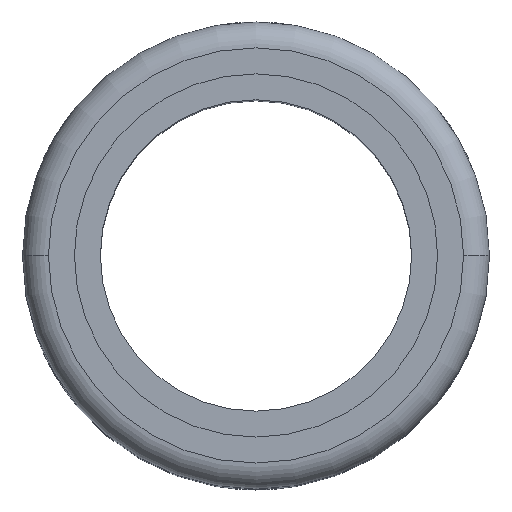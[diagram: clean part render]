
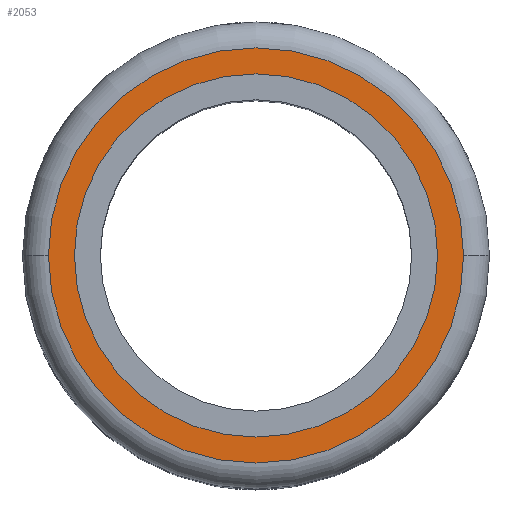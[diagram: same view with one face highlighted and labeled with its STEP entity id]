
A CAD part, top view. The second image highlights one B-rep face of the part: STEP entity #2053.
In plain terms, the highlighted planar face has unit normal (0, 0, 1).
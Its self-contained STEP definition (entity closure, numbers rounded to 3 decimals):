
#3 = CARTESIAN_POINT ( 'NONE',  ( -9.333, 0., 14. ) ) ;
#7 = VERTEX_POINT ( 'NONE', #3 ) ;
#17 = VERTEX_POINT ( 'NONE', #82 ) ;
#20 = VERTEX_POINT ( 'NONE', #85 ) ;
#50 = VERTEX_POINT ( 'NONE', #115 ) ;
#82 = CARTESIAN_POINT ( 'NONE',  ( 8.167, 0., 14. ) ) ;
#85 = CARTESIAN_POINT ( 'NONE',  ( -8.167, 0., 14. ) ) ;
#115 = CARTESIAN_POINT ( 'NONE',  ( 9.333, 0., 14. ) ) ;
#249 = CARTESIAN_POINT ( 'NONE',  ( 0., 0., 14. ) ) ;
#250 = DIRECTION ( 'NONE',  ( 0., 0., 1. ) ) ;
#251 = DIRECTION ( 'NONE',  ( 1., 0., 0. ) ) ;
#365 = CARTESIAN_POINT ( 'NONE',  ( 0., 0., 14. ) ) ;
#371 = DIRECTION ( 'NONE',  ( 0., 0., 1. ) ) ;
#372 = DIRECTION ( 'NONE',  ( 1., 0., 0. ) ) ;
#375 = CARTESIAN_POINT ( 'NONE',  ( 0., 0., 14. ) ) ;
#379 = CARTESIAN_POINT ( 'NONE',  ( 0., 0., 14. ) ) ;
#380 = DIRECTION ( 'NONE',  ( 0., 0., 1. ) ) ;
#381 = DIRECTION ( 'NONE',  ( 1., 0., 0. ) ) ;
#386 = DIRECTION ( 'NONE',  ( 0., 0., 1. ) ) ;
#387 = DIRECTION ( 'NONE',  ( 1., 0., 0. ) ) ;
#434 = ORIENTED_EDGE ( 'NONE', *, *, #1082, .T. ) ;
#486 = ORIENTED_EDGE ( 'NONE', *, *, #1018, .F. ) ;
#493 = ORIENTED_EDGE ( 'NONE', *, *, #1080, .T. ) ;
#646 = ORIENTED_EDGE ( 'NONE', *, *, #1071, .F. ) ;
#663 = EDGE_LOOP ( 'NONE', ( #646, #486 ) ) ;
#696 = EDGE_LOOP ( 'NONE', ( #493, #434 ) ) ;
#765 = CIRCLE ( 'NONE', #1086, 8.167 ) ;
#839 = CIRCLE ( 'NONE', #1068, 8.167 ) ;
#844 = CIRCLE ( 'NONE', #1149, 9.333 ) ;
#848 = CIRCLE ( 'NONE', #1113, 9.333 ) ;
#1018 = EDGE_CURVE ( 'NONE', #20, #17, #765, .T. ) ;
#1068 = AXIS2_PLACEMENT_3D ( 'NONE', #365, #371, #372 ) ;
#1071 = EDGE_CURVE ( 'NONE', #17, #20, #839, .T. ) ;
#1080 = EDGE_CURVE ( 'NONE', #50, #7, #844, .T. ) ;
#1082 = EDGE_CURVE ( 'NONE', #7, #50, #848, .T. ) ;
#1086 = AXIS2_PLACEMENT_3D ( 'NONE', #249, #250, #251 ) ;
#1113 = AXIS2_PLACEMENT_3D ( 'NONE', #379, #386, #387 ) ;
#1149 = AXIS2_PLACEMENT_3D ( 'NONE', #375, #380, #381 ) ;
#1175 = FACE_BOUND ( 'NONE', #663, .T. ) ;
#1212 = FACE_OUTER_BOUND ( 'NONE', #696, .T. ) ;
#1365 = AXIS2_PLACEMENT_3D ( 'NONE', #1927, #1929, #1930 ) ;
#1927 = CARTESIAN_POINT ( 'NONE',  ( 0., 8.167, 14. ) ) ;
#1928 = PLANE ( 'NONE',  #1365 ) ;
#1929 = DIRECTION ( 'NONE',  ( 0., 0., -1. ) ) ;
#1930 = DIRECTION ( 'NONE',  ( -1., 0., 0. ) ) ;
#2053 = ADVANCED_FACE ( 'NONE', ( #1175, #1212 ), #1928, .F. ) ;
